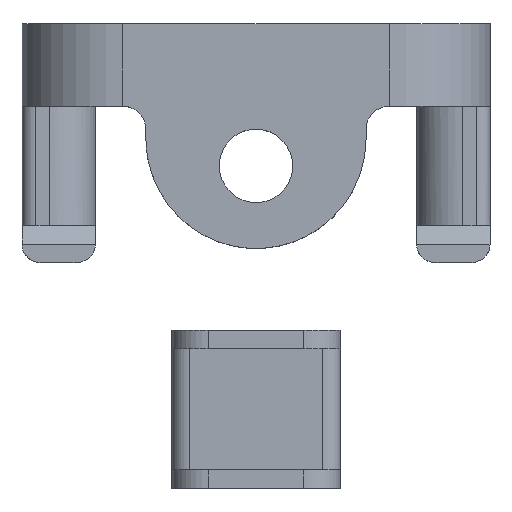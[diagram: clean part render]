
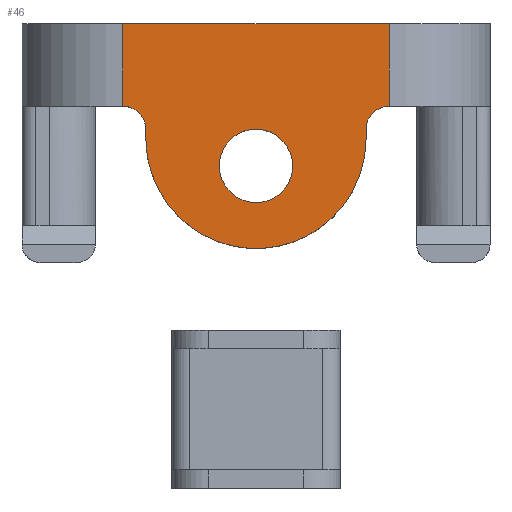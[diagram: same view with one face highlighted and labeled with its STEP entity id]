
A CAD part, top view. The second image highlights one B-rep face of the part: STEP entity #46.
In plain terms, the highlighted planar face has unit normal (0, 0, 1).
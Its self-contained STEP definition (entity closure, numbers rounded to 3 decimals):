
#23=FACE_BOUND('',#180,.T.);
#46=ADVANCED_FACE('',(#112,#23),#1034,.T.);
#112=FACE_OUTER_BOUND('',#179,.T.);
#179=EDGE_LOOP('',(#332,#333,#334,#335,#336,#337,#338,#339));
#180=EDGE_LOOP('',(#340,#341));
#332=ORIENTED_EDGE('',*,*,#627,.F.);
#333=ORIENTED_EDGE('',*,*,#706,.F.);
#334=ORIENTED_EDGE('',*,*,#708,.F.);
#335=ORIENTED_EDGE('',*,*,#711,.F.);
#336=ORIENTED_EDGE('',*,*,#717,.F.);
#337=ORIENTED_EDGE('',*,*,#715,.F.);
#338=ORIENTED_EDGE('',*,*,#611,.F.);
#339=ORIENTED_EDGE('',*,*,#607,.F.);
#340=ORIENTED_EDGE('',*,*,#720,.T.);
#341=ORIENTED_EDGE('',*,*,#725,.T.);
#607=EDGE_CURVE('',#929,#932,#758,.T.);
#611=EDGE_CURVE('',#932,#931,#762,.T.);
#627=EDGE_CURVE('',#930,#929,#778,.T.);
#706=EDGE_CURVE('',#993,#930,#801,.T.);
#708=EDGE_CURVE('',#994,#993,#888,.T.);
#711=EDGE_CURVE('',#995,#994,#804,.T.);
#715=EDGE_CURVE('',#931,#996,#808,.T.);
#717=EDGE_CURVE('',#996,#995,#890,.T.);
#720=EDGE_CURVE('',#933,#998,#812,.T.);
#725=EDGE_CURVE('',#998,#933,#815,.T.);
#758=(
BOUNDED_CURVE()
B_SPLINE_CURVE(2,(#1620,#1621,#1622),.UNSPECIFIED.,.F.,.F.)
B_SPLINE_CURVE_WITH_KNOTS((3,3),(-14.5,0.),.UNSPECIFIED.)
CURVE()
GEOMETRIC_REPRESENTATION_ITEM()
RATIONAL_B_SPLINE_CURVE((1.,1.,1.))
REPRESENTATION_ITEM('')
);
#762=(
BOUNDED_CURVE()
B_SPLINE_CURVE(1,(#1631,#1632),.UNSPECIFIED.,.F.,.F.)
B_SPLINE_CURVE_WITH_KNOTS((2,2),(-4.5,0.),.UNSPECIFIED.)
CURVE()
GEOMETRIC_REPRESENTATION_ITEM()
RATIONAL_B_SPLINE_CURVE((1.,1.))
REPRESENTATION_ITEM('')
);
#778=(
BOUNDED_CURVE()
B_SPLINE_CURVE(1,(#1665,#1666),.UNSPECIFIED.,.F.,.F.)
B_SPLINE_CURVE_WITH_KNOTS((2,2),(0.,4.5),.UNSPECIFIED.)
CURVE()
GEOMETRIC_REPRESENTATION_ITEM()
RATIONAL_B_SPLINE_CURVE((1.,1.))
REPRESENTATION_ITEM('')
);
#801=(
BOUNDED_CURVE()
B_SPLINE_CURVE(2,(#1840,#1841,#1842),.UNSPECIFIED.,.F.,.F.)
B_SPLINE_CURVE_WITH_KNOTS((3,3),(19.35,21.313),
 .UNSPECIFIED.)
CURVE()
GEOMETRIC_REPRESENTATION_ITEM()
RATIONAL_B_SPLINE_CURVE((1.,0.707,1.))
REPRESENTATION_ITEM('')
);
#804=(
BOUNDED_CURVE()
B_SPLINE_CURVE(2,(#1854,#1855,#1856,#1857,#1858),.UNSPECIFIED.,.F.,.F.)
B_SPLINE_CURVE_WITH_KNOTS((3,2,3),(0.,9.425,18.85),
 .UNSPECIFIED.)
CURVE()
GEOMETRIC_REPRESENTATION_ITEM()
RATIONAL_B_SPLINE_CURVE((1.,0.707,1.,0.707,1.))
REPRESENTATION_ITEM('')
);
#808=(
BOUNDED_CURVE()
B_SPLINE_CURVE(2,(#1866,#1867,#1868),.UNSPECIFIED.,.F.,.F.)
B_SPLINE_CURVE_WITH_KNOTS((3,3),(-2.463,-0.5),.UNSPECIFIED.)
CURVE()
GEOMETRIC_REPRESENTATION_ITEM()
RATIONAL_B_SPLINE_CURVE((1.,0.707,1.))
REPRESENTATION_ITEM('')
);
#812=(
BOUNDED_CURVE()
B_SPLINE_CURVE(2,(#1880,#1881,#1882,#1883,#1884),.UNSPECIFIED.,.F.,.F.)
B_SPLINE_CURVE_WITH_KNOTS((3,2,3),(-12.566,-9.425,
-6.283),.UNSPECIFIED.)
CURVE()
GEOMETRIC_REPRESENTATION_ITEM()
RATIONAL_B_SPLINE_CURVE((1.,0.707,1.,0.707,1.))
REPRESENTATION_ITEM('')
);
#815=(
BOUNDED_CURVE()
B_SPLINE_CURVE(2,(#1898,#1899,#1900,#1901,#1902),.UNSPECIFIED.,.F.,.F.)
B_SPLINE_CURVE_WITH_KNOTS((3,2,3),(-6.283,-3.142,
0.),.UNSPECIFIED.)
CURVE()
GEOMETRIC_REPRESENTATION_ITEM()
RATIONAL_B_SPLINE_CURVE((1.,0.707,1.,0.707,1.))
REPRESENTATION_ITEM('')
);
#888=B_SPLINE_CURVE_WITH_KNOTS('',1,(#1845,#1846),.UNSPECIFIED.,.F.,.F.,
(2,2),(18.85,19.35),.UNSPECIFIED.);
#890=B_SPLINE_CURVE_WITH_KNOTS('',1,(#1871,#1872),.UNSPECIFIED.,.F.,.F.,
(2,2),(-0.5,0.),.UNSPECIFIED.);
#929=VERTEX_POINT('',#1541);
#930=VERTEX_POINT('',#1542);
#931=VERTEX_POINT('',#1543);
#932=VERTEX_POINT('',#1544);
#933=VERTEX_POINT('',#1545);
#993=VERTEX_POINT('',#1605);
#994=VERTEX_POINT('',#1606);
#995=VERTEX_POINT('',#1607);
#996=VERTEX_POINT('',#1608);
#998=VERTEX_POINT('',#1610);
#1034=PLANE('',#1095);
#1095=AXIS2_PLACEMENT_3D('',#1400,#1140,$);
#1140=DIRECTION('',(0.,0.,1.));
#1400=CARTESIAN_POINT('',(-7.395,13.123,10.));
#1541=CARTESIAN_POINT('',(-7.25,13.,10.));
#1542=CARTESIAN_POINT('',(-7.25,8.5,10.));
#1543=CARTESIAN_POINT('',(7.25,8.5,10.));
#1544=CARTESIAN_POINT('',(7.25,13.,10.));
#1545=CARTESIAN_POINT('',(-2.,5.25,10.));
#1605=CARTESIAN_POINT('',(-6.,7.25,10.));
#1606=CARTESIAN_POINT('',(-6.,6.75,10.));
#1607=CARTESIAN_POINT('',(6.,6.75,10.));
#1608=CARTESIAN_POINT('',(6.,7.25,10.));
#1610=CARTESIAN_POINT('',(2.,5.25,10.));
#1620=CARTESIAN_POINT('',(-7.25,13.,10.));
#1621=CARTESIAN_POINT('',(0.,13.,10.));
#1622=CARTESIAN_POINT('',(7.25,13.,10.));
#1631=CARTESIAN_POINT('',(7.25,13.,10.));
#1632=CARTESIAN_POINT('',(7.25,8.5,10.));
#1665=CARTESIAN_POINT('',(-7.25,8.5,10.));
#1666=CARTESIAN_POINT('',(-7.25,13.,10.));
#1840=CARTESIAN_POINT('',(-6.,7.25,10.));
#1841=CARTESIAN_POINT('',(-6.,8.5,10.));
#1842=CARTESIAN_POINT('',(-7.25,8.5,10.));
#1845=CARTESIAN_POINT('',(-6.,6.75,10.));
#1846=CARTESIAN_POINT('',(-6.,7.25,10.));
#1854=CARTESIAN_POINT('',(6.,6.75,10.));
#1855=CARTESIAN_POINT('',(6.,0.75,10.));
#1856=CARTESIAN_POINT('',(0.,0.75,10.));
#1857=CARTESIAN_POINT('',(-6.,0.75,10.));
#1858=CARTESIAN_POINT('',(-6.,6.75,10.));
#1866=CARTESIAN_POINT('',(7.25,8.5,10.));
#1867=CARTESIAN_POINT('',(6.,8.5,10.));
#1868=CARTESIAN_POINT('',(6.,7.25,10.));
#1871=CARTESIAN_POINT('',(6.,7.25,10.));
#1872=CARTESIAN_POINT('',(6.,6.75,10.));
#1880=CARTESIAN_POINT('',(-2.,5.25,10.));
#1881=CARTESIAN_POINT('',(-2.,7.25,10.));
#1882=CARTESIAN_POINT('',(0.,7.25,10.));
#1883=CARTESIAN_POINT('',(2.,7.25,10.));
#1884=CARTESIAN_POINT('',(2.,5.25,10.));
#1898=CARTESIAN_POINT('',(2.,5.25,10.));
#1899=CARTESIAN_POINT('',(2.,3.25,10.));
#1900=CARTESIAN_POINT('',(0.,3.25,10.));
#1901=CARTESIAN_POINT('',(-2.,3.25,10.));
#1902=CARTESIAN_POINT('',(-2.,5.25,10.));
